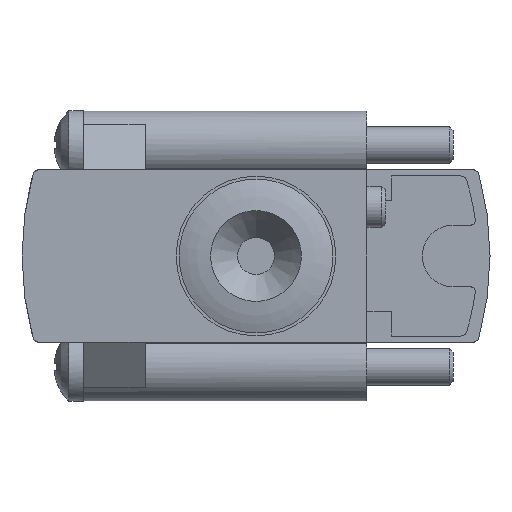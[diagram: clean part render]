
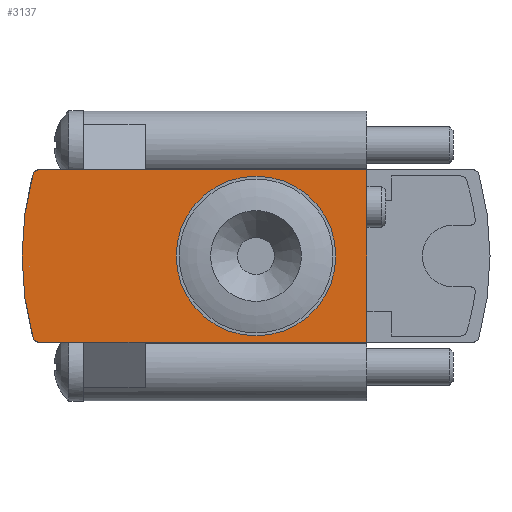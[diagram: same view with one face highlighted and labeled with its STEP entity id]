
A CAD part, left-side view. The second image highlights one B-rep face of the part: STEP entity #3137.
In plain terms, the highlighted planar face has unit normal (-1, 0, 0).
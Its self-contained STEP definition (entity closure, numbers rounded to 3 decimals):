
#47=PLANE('',#3318);
#114=CIRCLE('',#3252,25.);
#116=CIRCLE('',#3255,0.5);
#118=CIRCLE('',#3261,0.5);
#152=CIRCLE('',#3319,6.481);
#242=LINE('',#4258,#425);
#248=LINE('',#4270,#431);
#261=LINE('',#4311,#444);
#273=LINE('',#4340,#456);
#306=LINE('',#4471,#489);
#425=VECTOR('',#3534,1000.);
#431=VECTOR('',#3542,1000.);
#444=VECTOR('',#3565,1000.);
#456=VECTOR('',#3585,1000.);
#489=VECTOR('',#3720,1000.);
#775=ORIENTED_EDGE('',*,*,#1334,.T.);
#776=ORIENTED_EDGE('',*,*,#1272,.F.);
#777=ORIENTED_EDGE('',*,*,#1257,.F.);
#778=ORIENTED_EDGE('',*,*,#1245,.F.);
#779=ORIENTED_EDGE('',*,*,#1220,.F.);
#780=ORIENTED_EDGE('',*,*,#1228,.F.);
#781=ORIENTED_EDGE('',*,*,#1234,.F.);
#782=ORIENTED_EDGE('',*,*,#1335,.T.);
#783=ORIENTED_EDGE('',*,*,#1240,.F.);
#1220=EDGE_CURVE('',#1529,#1530,#114,.T.);
#1228=EDGE_CURVE('',#1536,#1529,#116,.T.);
#1234=EDGE_CURVE('',#1540,#1536,#242,.T.);
#1240=EDGE_CURVE('',#1545,#1546,#248,.T.);
#1245=EDGE_CURVE('',#1530,#1550,#118,.T.);
#1257=EDGE_CURVE('',#1550,#1559,#261,.T.);
#1272=EDGE_CURVE('',#1559,#1545,#273,.T.);
#1334=EDGE_CURVE('',#1618,#1618,#152,.T.);
#1335=EDGE_CURVE('',#1540,#1546,#306,.T.);
#1529=VERTEX_POINT('',#4217);
#1530=VERTEX_POINT('',#4219);
#1536=VERTEX_POINT('',#4241);
#1540=VERTEX_POINT('',#4257);
#1545=VERTEX_POINT('',#4269);
#1546=VERTEX_POINT('',#4271);
#1550=VERTEX_POINT('',#4285);
#1559=VERTEX_POINT('',#4312);
#1618=VERTEX_POINT('',#4470);
#1786=EDGE_LOOP('',(#775));
#1787=EDGE_LOOP('',(#776,#777,#778,#779,#780,#781,#782,#783));
#1963=FACE_BOUND('',#1786,.T.);
#1964=FACE_BOUND('',#1787,.T.);
#3137=ADVANCED_FACE('',(#1963,#1964),#47,.F.);
#3252=AXIS2_PLACEMENT_3D('',#4218,#3513,#3514);
#3255=AXIS2_PLACEMENT_3D('',#4242,#3523,#3524);
#3261=AXIS2_PLACEMENT_3D('',#4284,#3548,#3549);
#3318=AXIS2_PLACEMENT_3D('',#4468,#3716,#3717);
#3319=AXIS2_PLACEMENT_3D('',#4469,#3718,#3719);
#3513=DIRECTION('',(1.,0.,0.));
#3514=DIRECTION('',(0.,0.,-1.));
#3523=DIRECTION('',(1.,0.,0.));
#3524=DIRECTION('',(0.,0.,-1.));
#3534=DIRECTION('',(0.,1.,0.));
#3542=DIRECTION('',(0.,1.,0.));
#3548=DIRECTION('',(1.,0.,0.));
#3549=DIRECTION('',(0.,0.,-1.));
#3565=DIRECTION('',(0.,-1.,0.));
#3585=DIRECTION('',(0.,0.,-1.));
#3716=DIRECTION('',(1.,0.,0.));
#3717=DIRECTION('',(0.,0.,-1.));
#3718=DIRECTION('',(1.,0.,0.));
#3719=DIRECTION('',(0.,0.,-1.));
#3720=DIRECTION('',(0.,-1.,0.));
#4217=CARTESIAN_POINT('',(0.,37.104,-6.633));
#4218=CARTESIAN_POINT('',(0.,13.,0.));
#4219=CARTESIAN_POINT('',(0.,37.104,6.633));
#4241=CARTESIAN_POINT('',(0.,36.622,-7.));
#4242=CARTESIAN_POINT('',(0.,36.622,-6.5));
#4257=CARTESIAN_POINT('',(0.,33.,-7.));
#4258=CARTESIAN_POINT('',(0.,1.378,-7.));
#4269=CARTESIAN_POINT('',(0.,10.,-7.));
#4270=CARTESIAN_POINT('',(0.,1.378,-7.));
#4271=CARTESIAN_POINT('',(0.,28.,-7.));
#4284=CARTESIAN_POINT('',(0.,36.622,6.5));
#4285=CARTESIAN_POINT('',(0.,36.622,7.));
#4311=CARTESIAN_POINT('',(0.,36.622,7.));
#4312=CARTESIAN_POINT('',(0.,10.,7.));
#4340=CARTESIAN_POINT('',(0.,10.,6.5));
#4468=CARTESIAN_POINT('',(0.,36.622,6.5));
#4469=CARTESIAN_POINT('',(0.,19.,0.));
#4470=CARTESIAN_POINT('',(0.,19.,-6.481));
#4471=CARTESIAN_POINT('',(0.,33.,-7.));
